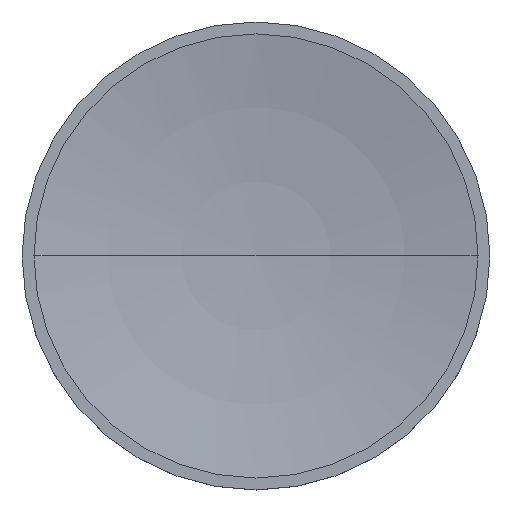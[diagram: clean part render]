
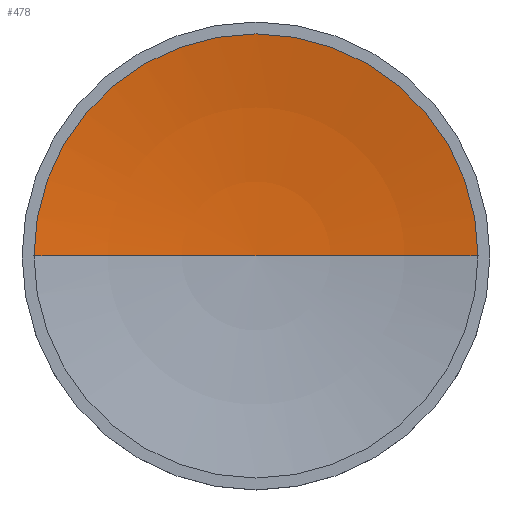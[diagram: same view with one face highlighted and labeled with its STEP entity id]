
A CAD part, top view. The second image highlights one B-rep face of the part: STEP entity #478.
In plain terms, the highlighted spherical face has radius 57 mm.
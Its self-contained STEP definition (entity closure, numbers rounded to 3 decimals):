
#32=CARTESIAN_POINT('',(-0.,-0.,1.5));
#33=VERTEX_POINT('',#32);
#34=CARTESIAN_POINT('',(10.63,-0.,2.5));
#35=VERTEX_POINT('',#34);
#36=CARTESIAN_POINT('',(0.,0.,58.5));
#37=DIRECTION('',(-0.,-1.,0.));
#38=DIRECTION('',(-0.,0.,-1.));
#39=AXIS2_PLACEMENT_3D('',#36,#37,#38);
#40=CIRCLE('',#39,57.);
#41=EDGE_CURVE('',#33,#35,#40,.T.);
#43=CARTESIAN_POINT('',(-10.63,0.,2.5));
#44=VERTEX_POINT('',#43);
#45=CARTESIAN_POINT('',(0.,0.,58.5));
#46=DIRECTION('',(-0.,-1.,0.));
#47=DIRECTION('',(-0.,0.,-1.));
#48=AXIS2_PLACEMENT_3D('',#45,#46,#47);
#49=CIRCLE('',#48,57.);
#50=EDGE_CURVE('',#44,#33,#49,.T.);
#443=CARTESIAN_POINT('',(0.,10.63,2.5));
#444=VERTEX_POINT('',#443);
#445=CARTESIAN_POINT('',(0.,0.,2.5));
#446=DIRECTION('',(0.,0.,1.));
#447=DIRECTION('',(-0.,1.,0.));
#448=AXIS2_PLACEMENT_3D('',#445,#446,#447);
#449=CIRCLE('',#448,10.63);
#450=EDGE_CURVE('',#444,#44,#449,.T.);
#452=CARTESIAN_POINT('',(0.,0.,2.5));
#453=DIRECTION('',(0.,0.,1.));
#454=DIRECTION('',(-0.,1.,0.));
#455=AXIS2_PLACEMENT_3D('',#452,#453,#454);
#456=CIRCLE('',#455,10.63);
#457=EDGE_CURVE('',#35,#444,#456,.T.);
#467=CARTESIAN_POINT('',(0.,0.,58.5));
#468=DIRECTION('',(0.,0.,1.));
#469=DIRECTION('',(1.,0.,-0.));
#470=AXIS2_PLACEMENT_3D('',#467,#468,#469);
#471=SPHERICAL_SURFACE('',#470,57.);
#472=ORIENTED_EDGE('',*,*,#41,.T.);
#473=ORIENTED_EDGE('',*,*,#457,.T.);
#474=ORIENTED_EDGE('',*,*,#450,.T.);
#475=ORIENTED_EDGE('',*,*,#50,.T.);
#476=EDGE_LOOP('',(#472,#473,#474,#475));
#477=FACE_BOUND('',#476,.T.);
#478=ADVANCED_FACE('',(#477),#471,.F.);
